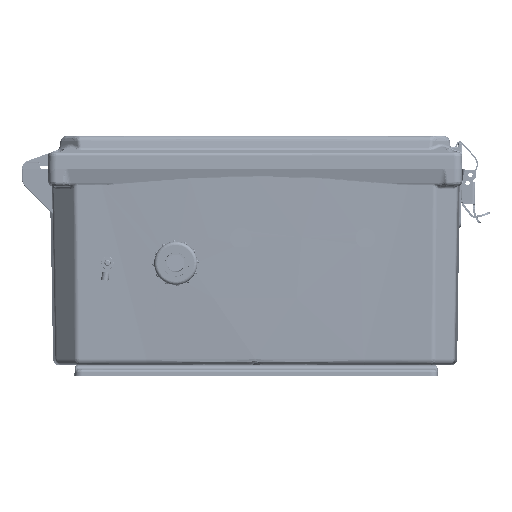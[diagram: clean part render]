
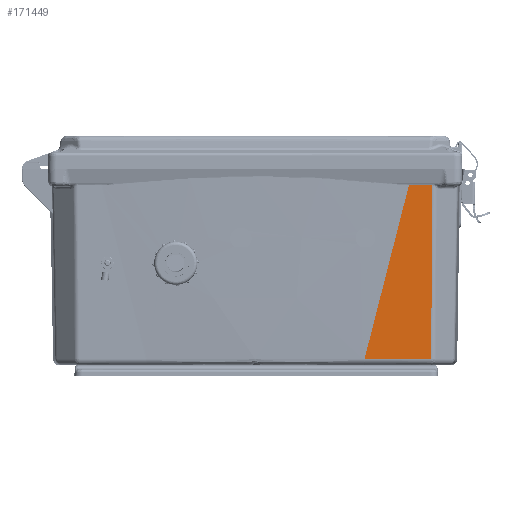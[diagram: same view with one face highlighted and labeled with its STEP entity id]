
A CAD part, front view. The second image highlights one B-rep face of the part: STEP entity #171449.
In plain terms, the highlighted face is planar.
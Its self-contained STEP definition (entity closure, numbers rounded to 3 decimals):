
#881 = LINE ( 'NONE', #119703, #186614 ) ;
#4293 = CARTESIAN_POINT ( 'NONE',  ( -146.642, -179.431, 274.035 ) ) ;
#9507 = VERTEX_POINT ( 'NONE', #168756 ) ;
#9826 = ORIENTED_EDGE ( 'NONE', *, *, #172045, .F. ) ;
#12809 = DIRECTION ( 'NONE',  ( 0., 0., 1. ) ) ;
#13296 = CARTESIAN_POINT ( 'NONE',  ( 0., -181.991, 171.387 ) ) ;
#14647 = ORIENTED_EDGE ( 'NONE', *, *, #51511, .T. ) ;
#30602 = PLANE ( 'NONE',  #222113 ) ;
#31392 = DIRECTION ( 'NONE',  ( -0.017, -1., 0. ) ) ;
#31973 = EDGE_LOOP ( 'NONE', ( #86533, #14647, #211360, #9826 ) ) ;
#32398 = FACE_OUTER_BOUND ( 'NONE', #31973, .T. ) ;
#36099 = LINE ( 'NONE', #171664, #196598 ) ;
#36947 = CARTESIAN_POINT ( 'NONE',  ( -146.642, -179.431, -84.339 ) ) ;
#41469 = B_SPLINE_CURVE_WITH_KNOTS ( 'NONE', 3,
 ( #226118, #64816, #207324, #118378 ),
 .UNSPECIFIED., .F., .F.,
 ( 4, 4 ),
 ( 0., 1. ),
 .UNSPECIFIED. ) ;
#51511 = EDGE_CURVE ( 'NONE', #229879, #142594, #881, .T. ) ;
#64816 = CARTESIAN_POINT ( 'NONE',  ( -64.967, -180.857, -105.187 ) ) ;
#77202 = VECTOR ( 'NONE', #148281, 1000. ) ;
#86533 = ORIENTED_EDGE ( 'NONE', *, *, #154580, .T. ) ;
#118378 = CARTESIAN_POINT ( 'NONE',  ( -146.642, -179.431, -84.339 ) ) ;
#119703 = CARTESIAN_POINT ( 'NONE',  ( -12.85, -181.767, 171.387 ) ) ;
#125158 = LINE ( 'NONE', #4293, #77202 ) ;
#142594 = VERTEX_POINT ( 'NONE', #178198 ) ;
#148281 = DIRECTION ( 'NONE',  ( 0., 0., 1. ) ) ;
#154580 = EDGE_CURVE ( 'NONE', #9507, #229879, #36099, .T. ) ;
#168756 = CARTESIAN_POINT ( 'NONE',  ( -146.642, -179.431, -135.672 ) ) ;
#171449 = ADVANCED_FACE ( 'NONE', ( #32398 ), #30602, .T. ) ;
#171664 = CARTESIAN_POINT ( 'NONE',  ( -146.642, -179.431, -135.672 ) ) ;
#172045 = EDGE_CURVE ( 'NONE', #9507, #213776, #125158, .T. ) ;
#178198 = CARTESIAN_POINT ( 'NONE',  ( -12.85, -181.767, -118.52 ) ) ;
#186614 = VECTOR ( 'NONE', #12809, 1000. ) ;
#194195 = DIRECTION ( 'NONE',  ( 1., -0.017, 0. ) ) ;
#196598 = VECTOR ( 'NONE', #227335, 1000. ) ;
#204098 = CARTESIAN_POINT ( 'NONE',  ( -12.85, -181.767, -136.64 ) ) ;
#207324 = CARTESIAN_POINT ( 'NONE',  ( -109.564, -180.079, -93.793 ) ) ;
#209167 = EDGE_CURVE ( 'NONE', #142594, #213776, #41469, .T. ) ;
#211360 = ORIENTED_EDGE ( 'NONE', *, *, #209167, .T. ) ;
#213776 = VERTEX_POINT ( 'NONE', #36947 ) ;
#222113 = AXIS2_PLACEMENT_3D ( 'NONE', #13296, #31392, #194195 ) ;
#226118 = CARTESIAN_POINT ( 'NONE',  ( -12.85, -181.767, -118.52 ) ) ;
#227335 = DIRECTION ( 'NONE',  ( 1., -0.017, -0.007 ) ) ;
#229879 = VERTEX_POINT ( 'NONE', #204098 ) ;
